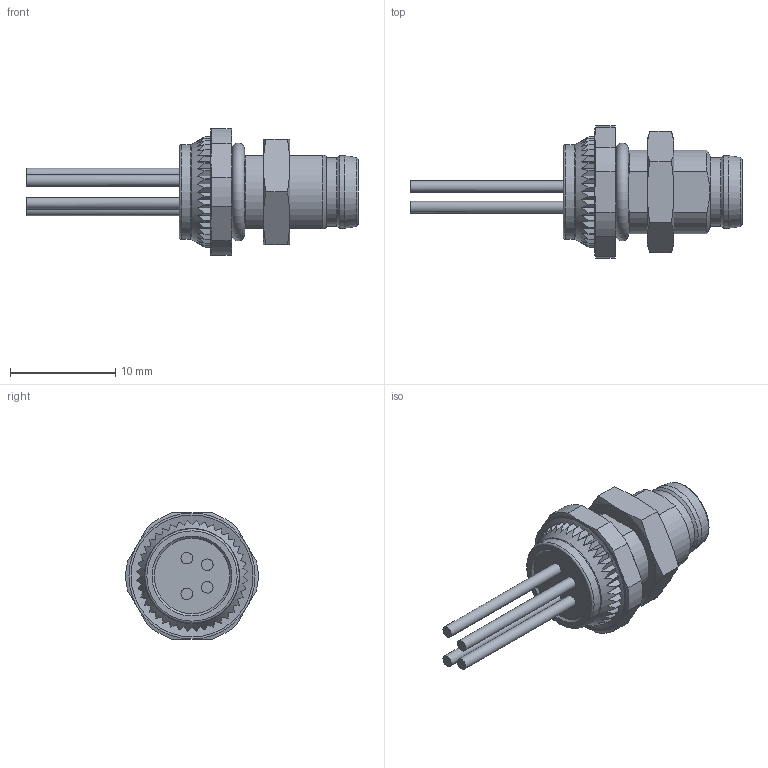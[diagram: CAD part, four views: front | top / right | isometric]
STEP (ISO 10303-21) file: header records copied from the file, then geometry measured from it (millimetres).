
FILE_DESCRIPTION(/* description */ (''),/* implementation_level */ '2;1');
FILE_NAME(/* name */ '09-3421-86-04_bg.stp',/* time_stamp */ '2010-05-31T16:03:40+02:00',/* author */ (''),/* organization */ (''),/* preprocessor_version */ 'ST-DEVELOPER v11',/* originating_system */ 'UGS - NX 5.0',/* authorisation */ '');
FILE_SCHEMA (('CONFIG_CONTROL_DESIGN'));
Length unit declared in the file: millimetre
Products named in the file (1): kbor0542aa34
Bounding box: 31.6 x 12.57 x 12 mm (x, y, z)
Volume: 1059.5 mm3; surface area: 1382.7 mm2
Topology: 3 solids, 3 shells, 218 faces, 586 edges, 373 vertices
Faces by surface type: plane 107, cylinder 62, cone 33, torus 8, bspline 4, sphere 4
Full cylindrical faces by diameter (mm): 1 x4, 1.1 x4, 5.7 x1, 6.5 x1, 6.9 x1, 6.917 x1, 7 x1, 9 x1
Entity records: 6816 total; most frequent: CARTESIAN_POINT 1868, ORIENTED_EDGE 1060, DIRECTION 904, EDGE_CURVE 530, AXIS2_PLACEMENT_3D 381, VERTEX_POINT 357, EDGE_LOOP 258, B_SPLINE_CURVE_WITH_KNOTS 222
